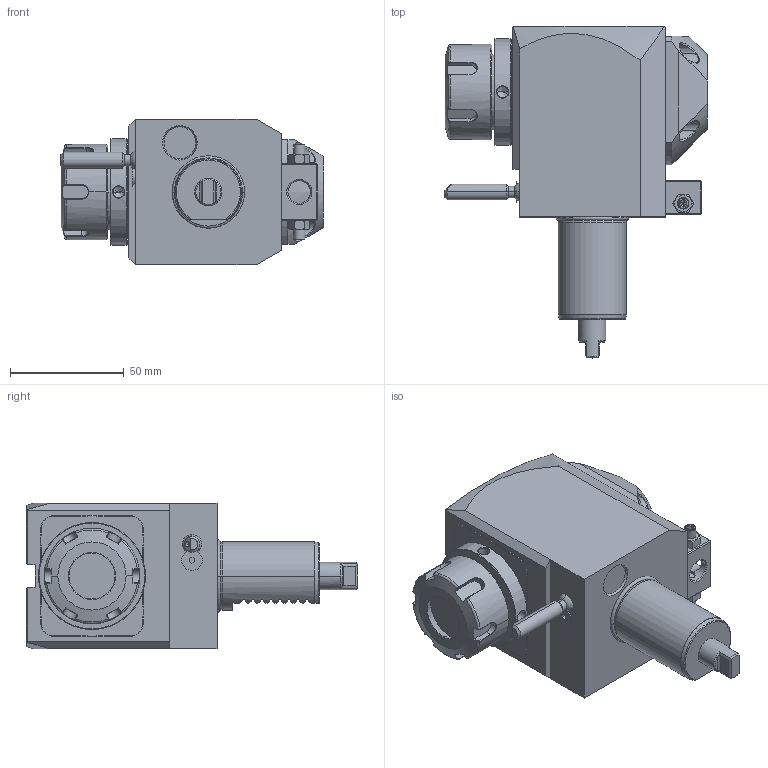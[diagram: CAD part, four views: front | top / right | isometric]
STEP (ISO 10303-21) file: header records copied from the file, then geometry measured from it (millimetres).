
FILE_DESCRIPTION((''),'2;1');
FILE_NAME('NGT1_30_221_25_2_2_55','2020-04-30T',('Vali'),('NOVA GRUP'),'PRO/ENGINEER BY PARAMETRIC TECHNOLOGY CORPORATION, 2010280','PRO/ENGINEER BY PARAMETRIC TECHNOLOGY CORPORATION, 2010280','');
FILE_SCHEMA(('CONFIG_CONTROL_DESIGN'));
Length unit declared in the file: millimetre
Products named in the file (1): NGT1_30_221_25_2_2_55
Bounding box: 115.38 x 146 x 64 mm (x, y, z)
Volume: 453982.1 mm3; surface area: 49329.5 mm2
Topology: 1 solids, 1 shells, 481 faces, 1200 edges, 720 vertices
Faces by surface type: plane 188, cylinder 112, cone 97, bspline 64, torus 18, sphere 2
Entity records: 20841 total; most frequent: CARTESIAN_POINT 10099, ORIENTED_EDGE 2344, DIRECTION 2000, EDGE_CURVE 1172, VERTEX_POINT 720, AXIS2_PLACEMENT_3D 714, VECTOR 572, LINE 572
